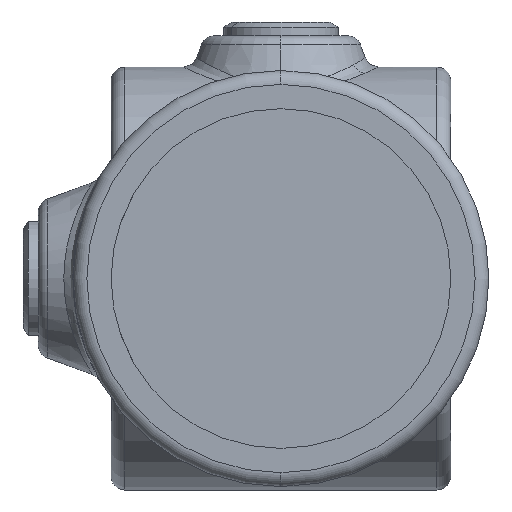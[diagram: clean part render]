
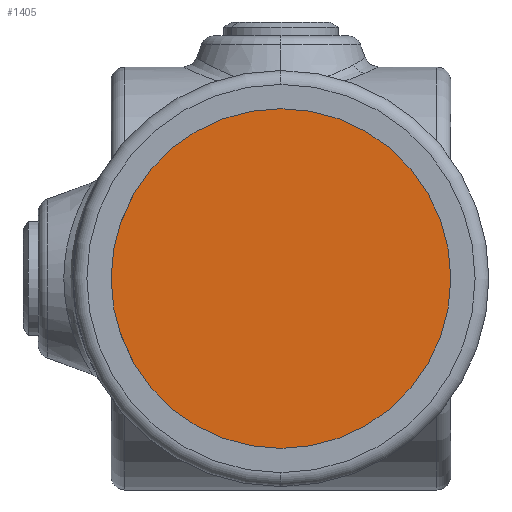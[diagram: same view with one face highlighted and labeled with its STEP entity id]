
A CAD part, left-side view. The second image highlights one B-rep face of the part: STEP entity #1405.
In plain terms, the highlighted face is planar.
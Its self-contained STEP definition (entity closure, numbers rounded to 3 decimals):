
#499 = AXIS2_PLACEMENT_3D ( 'NONE', #5082, #1691, #6196 ) ;
#577 = EDGE_CURVE ( 'NONE', #7323, #4570, #3046, .T. ) ;
#784 = EDGE_CURVE ( 'NONE', #4570, #7323, #3772, .T. ) ;
#807 = AXIS2_PLACEMENT_3D ( 'NONE', #1423, #4337, #3156 ) ;
#1405 = ADVANCED_FACE ( 'NONE', ( #6596 ), #3806, .T. ) ;
#1423 = CARTESIAN_POINT ( 'NONE',  ( 5., 0., 0. ) ) ;
#1691 = DIRECTION ( 'NONE',  ( 1., 0., 0. ) ) ;
#2738 = DIRECTION ( 'NONE',  ( 1., 0., 0. ) ) ;
#3046 = CIRCLE ( 'NONE', #4855, 24.5 ) ;
#3156 = DIRECTION ( 'NONE',  ( 0., 0., -1. ) ) ;
#3521 = ORIENTED_EDGE ( 'NONE', *, *, #784, .T. ) ;
#3743 = CARTESIAN_POINT ( 'NONE',  ( 5., 0., 24.5 ) ) ;
#3772 = CIRCLE ( 'NONE', #499, 24.5 ) ;
#3806 = PLANE ( 'NONE',  #807 ) ;
#3810 = CARTESIAN_POINT ( 'NONE',  ( 5., 0., -24.5 ) ) ;
#4337 = DIRECTION ( 'NONE',  ( 1., 0., 0. ) ) ;
#4388 = CARTESIAN_POINT ( 'NONE',  ( 5., 0., 0. ) ) ;
#4570 = VERTEX_POINT ( 'NONE', #3743 ) ;
#4855 = AXIS2_PLACEMENT_3D ( 'NONE', #4388, #2738, #5057 ) ;
#5057 = DIRECTION ( 'NONE',  ( 0., 0., -1. ) ) ;
#5082 = CARTESIAN_POINT ( 'NONE',  ( 5., 0., 0. ) ) ;
#5692 = EDGE_LOOP ( 'NONE', ( #6829, #3521 ) ) ;
#6196 = DIRECTION ( 'NONE',  ( 0., 0., -1. ) ) ;
#6596 = FACE_OUTER_BOUND ( 'NONE', #5692, .T. ) ;
#6829 = ORIENTED_EDGE ( 'NONE', *, *, #577, .T. ) ;
#7323 = VERTEX_POINT ( 'NONE', #3810 ) ;
